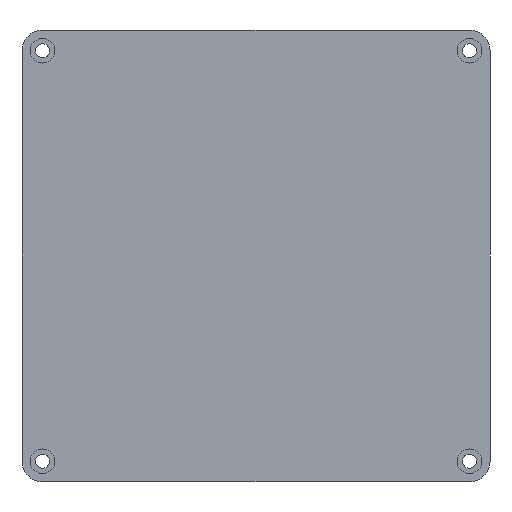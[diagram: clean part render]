
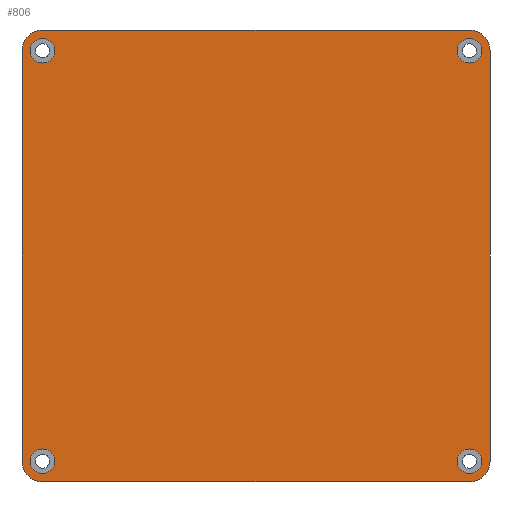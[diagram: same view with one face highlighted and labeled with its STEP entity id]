
A CAD part, front view. The second image highlights one B-rep face of the part: STEP entity #806.
In plain terms, the highlighted planar face has unit normal (0, -1, 0).
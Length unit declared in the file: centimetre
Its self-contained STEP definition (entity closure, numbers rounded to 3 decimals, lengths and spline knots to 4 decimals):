
#19=FACE_BOUND('',#142,.T.);
#20=FACE_BOUND('',#143,.T.);
#21=FACE_BOUND('',#144,.T.);
#22=FACE_BOUND('',#145,.T.);
#43=PLANE('',#915);
#90=FACE_OUTER_BOUND('',#141,.T.);
#141=EDGE_LOOP('',(#708,#709,#710,#711,#712,#713,#714,#715));
#142=EDGE_LOOP('',(#716));
#143=EDGE_LOOP('',(#717));
#144=EDGE_LOOP('',(#718));
#145=EDGE_LOOP('',(#719));
#195=LINE('',#1356,#254);
#203=LINE('',#1386,#262);
#206=LINE('',#1395,#265);
#212=LINE('',#1425,#271);
#254=VECTOR('',#1079,1.);
#262=VECTOR('',#1109,1.);
#265=VECTOR('',#1118,1.);
#271=VECTOR('',#1156,1.);
#306=CIRCLE('',#883,0.5);
#314=CIRCLE('',#894,0.5);
#315=CIRCLE('',#897,0.5);
#316=CIRCLE('',#900,0.5);
#318=CIRCLE('',#904,0.3);
#320=CIRCLE('',#907,0.3);
#322=CIRCLE('',#910,0.3);
#324=CIRCLE('',#913,0.3);
#372=VERTEX_POINT('',#1346);
#373=VERTEX_POINT('',#1348);
#375=VERTEX_POINT('',#1354);
#385=VERTEX_POINT('',#1380);
#386=VERTEX_POINT('',#1384);
#387=VERTEX_POINT('',#1388);
#388=VERTEX_POINT('',#1390);
#389=VERTEX_POINT('',#1394);
#391=VERTEX_POINT('',#1403);
#393=VERTEX_POINT('',#1409);
#395=VERTEX_POINT('',#1415);
#397=VERTEX_POINT('',#1421);
#468=EDGE_CURVE('',#372,#373,#306,.T.);
#472=EDGE_CURVE('',#372,#375,#195,.T.);
#486=EDGE_CURVE('',#385,#375,#314,.T.);
#488=EDGE_CURVE('',#385,#386,#203,.T.);
#490=EDGE_CURVE('',#387,#388,#315,.T.);
#492=EDGE_CURVE('',#389,#388,#206,.T.);
#494=EDGE_CURVE('',#389,#386,#316,.T.);
#497=EDGE_CURVE('',#391,#391,#318,.T.);
#500=EDGE_CURVE('',#393,#393,#320,.T.);
#503=EDGE_CURVE('',#395,#395,#322,.T.);
#506=EDGE_CURVE('',#397,#397,#324,.T.);
#507=EDGE_CURVE('',#387,#373,#212,.T.);
#708=ORIENTED_EDGE('',*,*,#468,.F.);
#709=ORIENTED_EDGE('',*,*,#472,.T.);
#710=ORIENTED_EDGE('',*,*,#486,.F.);
#711=ORIENTED_EDGE('',*,*,#488,.T.);
#712=ORIENTED_EDGE('',*,*,#494,.F.);
#713=ORIENTED_EDGE('',*,*,#492,.T.);
#714=ORIENTED_EDGE('',*,*,#490,.F.);
#715=ORIENTED_EDGE('',*,*,#507,.T.);
#716=ORIENTED_EDGE('',*,*,#500,.F.);
#717=ORIENTED_EDGE('',*,*,#497,.F.);
#718=ORIENTED_EDGE('',*,*,#503,.F.);
#719=ORIENTED_EDGE('',*,*,#506,.F.);
#806=ADVANCED_FACE('',(#90,#19,#20,#21,#22),#43,.F.);
#883=AXIS2_PLACEMENT_3D('',#1349,#1072,#1073);
#894=AXIS2_PLACEMENT_3D('',#1382,#1104,#1105);
#897=AXIS2_PLACEMENT_3D('',#1391,#1113,#1114);
#900=AXIS2_PLACEMENT_3D('',#1398,#1122,#1123);
#904=AXIS2_PLACEMENT_3D('',#1405,#1131,#1132);
#907=AXIS2_PLACEMENT_3D('',#1411,#1138,#1139);
#910=AXIS2_PLACEMENT_3D('',#1417,#1145,#1146);
#913=AXIS2_PLACEMENT_3D('',#1423,#1152,#1153);
#915=AXIS2_PLACEMENT_3D('',#1426,#1157,#1158);
#1072=DIRECTION('center_axis',(0.,1.,0.));
#1073=DIRECTION('ref_axis',(-0.707,0.,-0.707));
#1079=DIRECTION('',(1.,0.,0.));
#1104=DIRECTION('center_axis',(0.,1.,0.));
#1105=DIRECTION('ref_axis',(0.707,0.,-0.707));
#1109=DIRECTION('',(0.,0.,1.));
#1113=DIRECTION('center_axis',(0.,1.,0.));
#1114=DIRECTION('ref_axis',(-0.707,0.,0.707));
#1118=DIRECTION('',(-1.,0.,0.));
#1122=DIRECTION('center_axis',(0.,1.,0.));
#1123=DIRECTION('ref_axis',(0.707,0.,0.707));
#1131=DIRECTION('center_axis',(0.,-1.,0.));
#1132=DIRECTION('ref_axis',(1.,0.,0.));
#1138=DIRECTION('center_axis',(0.,-1.,0.));
#1139=DIRECTION('ref_axis',(1.,0.,0.));
#1145=DIRECTION('center_axis',(0.,-1.,0.));
#1146=DIRECTION('ref_axis',(1.,0.,0.));
#1152=DIRECTION('center_axis',(0.,-1.,0.));
#1153=DIRECTION('ref_axis',(1.,0.,0.));
#1156=DIRECTION('',(0.,0.,-1.));
#1157=DIRECTION('center_axis',(0.,1.,0.));
#1158=DIRECTION('ref_axis',(1.,0.,0.));
#1346=CARTESIAN_POINT('',(-0.5,0.,-10.));
#1348=CARTESIAN_POINT('',(-1.,0.,-9.5));
#1349=CARTESIAN_POINT('Origin',(-0.5,0.,-9.5));
#1354=CARTESIAN_POINT('',(9.9,0.,-10.));
#1356=CARTESIAN_POINT('',(-1.,0.,-10.));
#1380=CARTESIAN_POINT('',(10.4,0.,-9.5));
#1382=CARTESIAN_POINT('Origin',(9.9,0.,-9.5));
#1384=CARTESIAN_POINT('',(10.4,0.,0.5));
#1386=CARTESIAN_POINT('',(10.4,0.,-10.));
#1388=CARTESIAN_POINT('',(-1.,0.,0.5));
#1390=CARTESIAN_POINT('',(-0.5,0.,1.));
#1391=CARTESIAN_POINT('Origin',(-0.5,0.,0.5));
#1394=CARTESIAN_POINT('',(9.9,0.,1.));
#1395=CARTESIAN_POINT('',(10.4,0.,1.));
#1398=CARTESIAN_POINT('Origin',(9.9,0.,0.5));
#1403=CARTESIAN_POINT('',(-0.8,0.,-9.5));
#1405=CARTESIAN_POINT('Origin',(-0.5,0.,-9.5));
#1409=CARTESIAN_POINT('',(9.6,0.,-9.5));
#1411=CARTESIAN_POINT('Origin',(9.9,0.,-9.5));
#1415=CARTESIAN_POINT('',(9.6,0.,0.5));
#1417=CARTESIAN_POINT('Origin',(9.9,0.,0.5));
#1421=CARTESIAN_POINT('',(-0.8,0.,0.5));
#1423=CARTESIAN_POINT('Origin',(-0.5,0.,0.5));
#1425=CARTESIAN_POINT('',(-1.,0.,1.));
#1426=CARTESIAN_POINT('Origin',(4.7,0.,-4.5));
